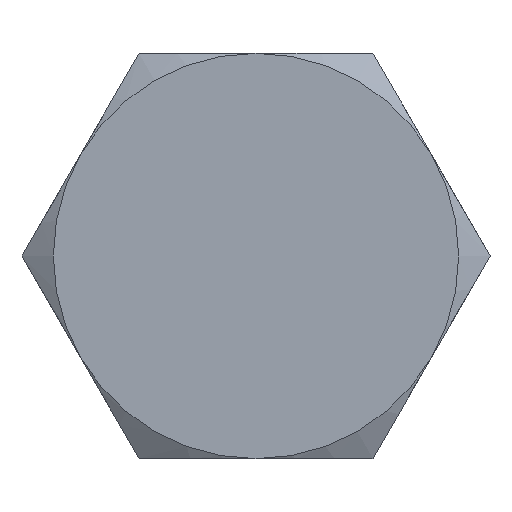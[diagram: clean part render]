
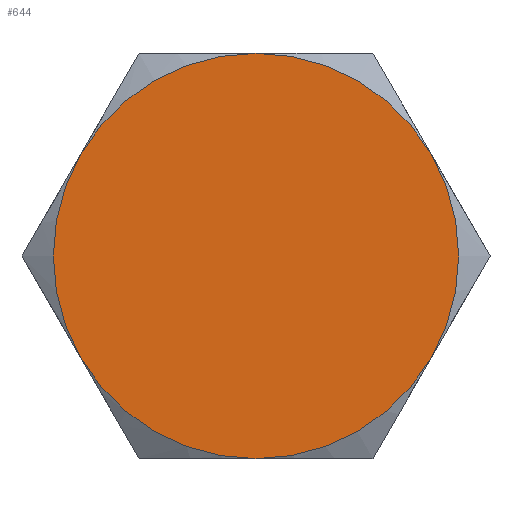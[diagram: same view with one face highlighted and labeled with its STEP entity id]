
A CAD part, left-side view. The second image highlights one B-rep face of the part: STEP entity #644.
In plain terms, the highlighted planar face has unit normal (-1, 0, 0).
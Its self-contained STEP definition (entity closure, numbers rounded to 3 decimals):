
#9 = VERTEX_POINT ( 'NONE', #689 ) ;
#13 = CARTESIAN_POINT ( 'NONE',  ( 0., 0., 0. ) ) ;
#19 = CIRCLE ( 'NONE', #179, 9.5 ) ;
#37 = EDGE_CURVE ( 'NONE', #104, #9, #372, .T. ) ;
#48 = EDGE_CURVE ( 'NONE', #695, #9, #171, .T. ) ;
#61 = EDGE_LOOP ( 'NONE', ( #534, #277, #240, #565, #679, #807 ) ) ;
#76 = EDGE_CURVE ( 'NONE', #639, #801, #754, .T. ) ;
#78 = CARTESIAN_POINT ( 'NONE',  ( 0., 0., 0. ) ) ;
#85 = DIRECTION ( 'NONE',  ( -1., 0., 0. ) ) ;
#95 = AXIS2_PLACEMENT_3D ( 'NONE', #235, #551, #298 ) ;
#104 = VERTEX_POINT ( 'NONE', #461 ) ;
#106 = CARTESIAN_POINT ( 'NONE',  ( 0., 0., 0. ) ) ;
#140 = DIRECTION ( 'NONE',  ( 0., 0., -1. ) ) ;
#164 = DIRECTION ( 'NONE',  ( 0., 0., -1. ) ) ;
#171 = CIRCLE ( 'NONE', #625, 9.5 ) ;
#179 = AXIS2_PLACEMENT_3D ( 'NONE', #268, #704, #140 ) ;
#188 = FACE_OUTER_BOUND ( 'NONE', #61, .T. ) ;
#202 = DIRECTION ( 'NONE',  ( 0., 0., -1. ) ) ;
#235 = CARTESIAN_POINT ( 'NONE',  ( 0., 0., 0. ) ) ;
#240 = ORIENTED_EDGE ( 'NONE', *, *, #76, .F. ) ;
#256 = CIRCLE ( 'NONE', #95, 9.5 ) ;
#265 = DIRECTION ( 'NONE',  ( 1., 0., 0. ) ) ;
#268 = CARTESIAN_POINT ( 'NONE',  ( 0., 0., 0. ) ) ;
#276 = EDGE_CURVE ( 'NONE', #104, #639, #256, .T. ) ;
#277 = ORIENTED_EDGE ( 'NONE', *, *, #683, .F. ) ;
#285 = CARTESIAN_POINT ( 'NONE',  ( 0., 0., -9.5 ) ) ;
#298 = DIRECTION ( 'NONE',  ( 0., 0., -1. ) ) ;
#305 = VERTEX_POINT ( 'NONE', #285 ) ;
#319 = DIRECTION ( 'NONE',  ( 1., 0., 0. ) ) ;
#321 = PLANE ( 'NONE',  #790 ) ;
#329 = EDGE_CURVE ( 'NONE', #305, #695, #667, .T. ) ;
#372 = CIRCLE ( 'NONE', #477, 9.5 ) ;
#381 = DIRECTION ( 'NONE',  ( 0., 0., -1. ) ) ;
#415 = DIRECTION ( 'NONE',  ( 1., 0., 0. ) ) ;
#461 = CARTESIAN_POINT ( 'NONE',  ( 0., 0., 9.5 ) ) ;
#477 = AXIS2_PLACEMENT_3D ( 'NONE', #703, #85, #700 ) ;
#501 = AXIS2_PLACEMENT_3D ( 'NONE', #106, #415, #164 ) ;
#534 = ORIENTED_EDGE ( 'NONE', *, *, #329, .F. ) ;
#551 = DIRECTION ( 'NONE',  ( 1., 0., 0. ) ) ;
#565 = ORIENTED_EDGE ( 'NONE', *, *, #276, .F. ) ;
#591 = CARTESIAN_POINT ( 'NONE',  ( 0., 10.97, 0. ) ) ;
#625 = AXIS2_PLACEMENT_3D ( 'NONE', #13, #319, #202 ) ;
#634 = DIRECTION ( 'NONE',  ( 1., 0., 0. ) ) ;
#638 = CARTESIAN_POINT ( 'NONE',  ( 0., 8.227, -4.75 ) ) ;
#639 = VERTEX_POINT ( 'NONE', #645 ) ;
#644 = ADVANCED_FACE ( 'NONE', ( #188 ), #321, .F. ) ;
#645 = CARTESIAN_POINT ( 'NONE',  ( 0., -8.227, 4.75 ) ) ;
#667 = CIRCLE ( 'NONE', #501, 9.5 ) ;
#679 = ORIENTED_EDGE ( 'NONE', *, *, #37, .T. ) ;
#683 = EDGE_CURVE ( 'NONE', #801, #305, #19, .T. ) ;
#689 = CARTESIAN_POINT ( 'NONE',  ( 0., 8.227, 4.75 ) ) ;
#695 = VERTEX_POINT ( 'NONE', #638 ) ;
#700 = DIRECTION ( 'NONE',  ( 0., 0., 1. ) ) ;
#703 = CARTESIAN_POINT ( 'NONE',  ( 0., 0., 0. ) ) ;
#704 = DIRECTION ( 'NONE',  ( 1., 0., 0. ) ) ;
#754 = CIRCLE ( 'NONE', #761, 9.5 ) ;
#761 = AXIS2_PLACEMENT_3D ( 'NONE', #78, #265, #381 ) ;
#768 = DIRECTION ( 'NONE',  ( 0., 0., -1. ) ) ;
#787 = CARTESIAN_POINT ( 'NONE',  ( 0., -8.227, -4.75 ) ) ;
#790 = AXIS2_PLACEMENT_3D ( 'NONE', #591, #634, #768 ) ;
#801 = VERTEX_POINT ( 'NONE', #787 ) ;
#807 = ORIENTED_EDGE ( 'NONE', *, *, #48, .F. ) ;
